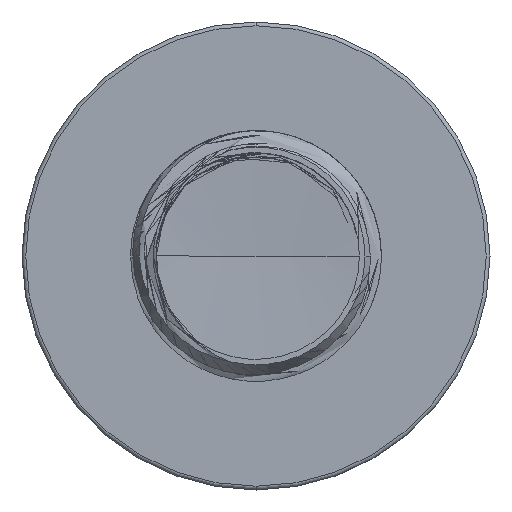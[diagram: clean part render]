
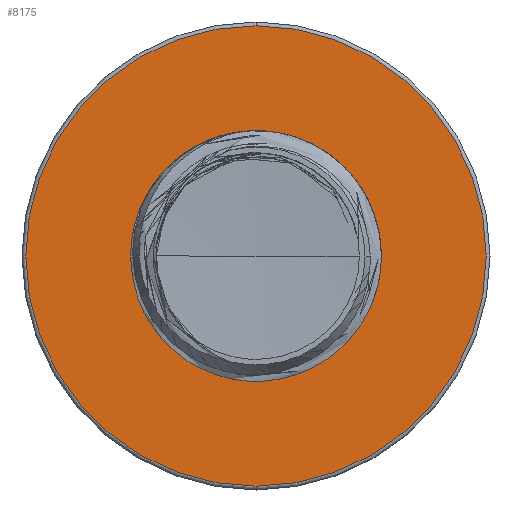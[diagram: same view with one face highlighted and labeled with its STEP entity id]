
A CAD part, front view. The second image highlights one B-rep face of the part: STEP entity #8175.
In plain terms, the highlighted planar face has unit normal (0, -1, 0).
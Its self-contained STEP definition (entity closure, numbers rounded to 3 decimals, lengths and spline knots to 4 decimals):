
#242 = AXIS2_PLACEMENT_3D ( 'NONE', #4421, #11563, #34765 ) ;
#1183 = CARTESIAN_POINT ( 'NONE',  ( 0., 20., -2.755 ) ) ;
#2392 = EDGE_LOOP ( 'NONE', ( #11332, #5338 ) ) ;
#3264 = FACE_OUTER_BOUND ( 'NONE', #2392, .T. ) ;
#4282 = CIRCLE ( 'NONE', #32683, 2.755 ) ;
#4421 = CARTESIAN_POINT ( 'NONE',  ( 0., 20., 1.4363 ) ) ;
#5226 = AXIS2_PLACEMENT_3D ( 'NONE', #18728, #41432, #22113 ) ;
#5338 = ORIENTED_EDGE ( 'NONE', *, *, #8084, .T. ) ;
#5344 = FACE_BOUND ( 'NONE', #13505, .T. ) ;
#7654 = CARTESIAN_POINT ( 'NONE',  ( 0., 20., 0. ) ) ;
#8084 = EDGE_CURVE ( 'NONE', #40702, #28459, #4282, .T. ) ;
#8175 = ADVANCED_FACE ( 'NONE', ( #3264, #5344 ), #31550, .T. ) ;
#9583 = VERTEX_POINT ( 'NONE', #9689 ) ;
#9689 = CARTESIAN_POINT ( 'NONE',  ( 0., 20., 1.4363 ) ) ;
#10196 = VERTEX_POINT ( 'NONE', #31801 ) ;
#11241 = DIRECTION ( 'NONE',  ( 0., 0., -1. ) ) ;
#11332 = ORIENTED_EDGE ( 'NONE', *, *, #41475, .T. ) ;
#11563 = DIRECTION ( 'NONE',  ( 0., -1., 0. ) ) ;
#12841 = AXIS2_PLACEMENT_3D ( 'NONE', #35975, #16312, #39197 ) ;
#13505 = EDGE_LOOP ( 'NONE', ( #14606, #40242 ) ) ;
#14603 = EDGE_CURVE ( 'NONE', #9583, #10196, #32633, .T. ) ;
#14606 = ORIENTED_EDGE ( 'NONE', *, *, #39590, .F. ) ;
#16312 = DIRECTION ( 'NONE',  ( 0., -1., 0. ) ) ;
#16365 = CIRCLE ( 'NONE', #12841, 2.755 ) ;
#18313 = DIRECTION ( 'NONE',  ( 0., -1., 0. ) ) ;
#18728 = CARTESIAN_POINT ( 'NONE',  ( 0., 20., 0. ) ) ;
#22113 = DIRECTION ( 'NONE',  ( 0., 0., -1. ) ) ;
#25793 = CIRCLE ( 'NONE', #5226, 1.4363 ) ;
#28459 = VERTEX_POINT ( 'NONE', #1183 ) ;
#31262 = DIRECTION ( 'NONE',  ( 0., -1., 0. ) ) ;
#31550 = PLANE ( 'NONE',  #242 ) ;
#31747 = CARTESIAN_POINT ( 'NONE',  ( 0., 20., 2.755 ) ) ;
#31801 = CARTESIAN_POINT ( 'NONE',  ( 0., 20., -1.4363 ) ) ;
#32633 = CIRCLE ( 'NONE', #40052, 1.4363 ) ;
#32683 = AXIS2_PLACEMENT_3D ( 'NONE', #37886, #18313, #41061 ) ;
#34765 = DIRECTION ( 'NONE',  ( 0., 0., -1. ) ) ;
#35975 = CARTESIAN_POINT ( 'NONE',  ( 0., 20., 0. ) ) ;
#37886 = CARTESIAN_POINT ( 'NONE',  ( 0., 20., 0. ) ) ;
#39197 = DIRECTION ( 'NONE',  ( 0., 0., -1. ) ) ;
#39590 = EDGE_CURVE ( 'NONE', #10196, #9583, #25793, .T. ) ;
#40052 = AXIS2_PLACEMENT_3D ( 'NONE', #7654, #31262, #11241 ) ;
#40242 = ORIENTED_EDGE ( 'NONE', *, *, #14603, .F. ) ;
#40702 = VERTEX_POINT ( 'NONE', #31747 ) ;
#41061 = DIRECTION ( 'NONE',  ( 0., 0., -1. ) ) ;
#41432 = DIRECTION ( 'NONE',  ( 0., -1., 0. ) ) ;
#41475 = EDGE_CURVE ( 'NONE', #28459, #40702, #16365, .T. ) ;
